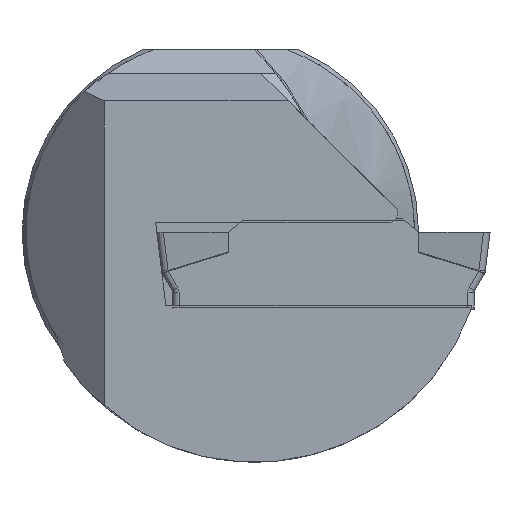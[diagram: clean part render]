
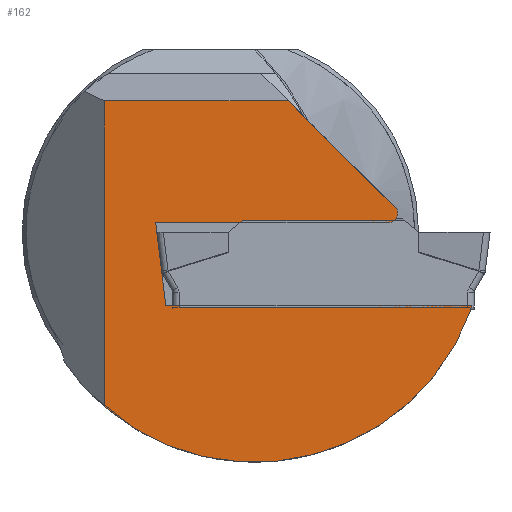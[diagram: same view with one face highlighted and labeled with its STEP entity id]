
A CAD part, left-side view. The second image highlights one B-rep face of the part: STEP entity #162.
In plain terms, the highlighted planar face has unit normal (-1, 0, 0).
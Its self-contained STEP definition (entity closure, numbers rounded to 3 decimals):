
#162=ADVANCED_FACE('',(#291),#249,.T.);
#249=PLANE('',#1553);
#291=FACE_OUTER_BOUND('',#377,.T.);
#377=EDGE_LOOP('',(#510,#511,#512,#513,#514,#515,#516,#517,#518));
#465=CIRCLE('',#1551,0.6);
#466=CIRCLE('',#1552,14.5);
#510=ORIENTED_EDGE('',*,*,#1097,.F.);
#511=ORIENTED_EDGE('',*,*,#1098,.F.);
#512=ORIENTED_EDGE('',*,*,#1099,.F.);
#513=ORIENTED_EDGE('',*,*,#1100,.F.);
#514=ORIENTED_EDGE('',*,*,#1101,.T.);
#515=ORIENTED_EDGE('',*,*,#1102,.F.);
#516=ORIENTED_EDGE('',*,*,#1103,.T.);
#517=ORIENTED_EDGE('',*,*,#1104,.F.);
#518=ORIENTED_EDGE('',*,*,#1105,.T.);
#956=VERTEX_POINT('',#2153);
#957=VERTEX_POINT('',#2154);
#958=VERTEX_POINT('',#2156);
#959=VERTEX_POINT('',#2158);
#960=VERTEX_POINT('',#2160);
#961=VERTEX_POINT('',#2162);
#962=VERTEX_POINT('',#2164);
#963=VERTEX_POINT('',#2166);
#964=VERTEX_POINT('',#2168);
#1097=EDGE_CURVE('',#956,#957,#1320,.T.);
#1098=EDGE_CURVE('',#958,#956,#1321,.T.);
#1099=EDGE_CURVE('',#959,#958,#1322,.T.);
#1100=EDGE_CURVE('',#960,#959,#465,.T.);
#1101=EDGE_CURVE('',#960,#961,#1323,.T.);
#1102=EDGE_CURVE('',#962,#961,#1324,.T.);
#1103=EDGE_CURVE('',#962,#963,#1325,.T.);
#1104=EDGE_CURVE('',#964,#963,#466,.T.);
#1105=EDGE_CURVE('',#964,#957,#1326,.T.);
#1320=LINE('',#2152,#1435);
#1321=LINE('',#2155,#1436);
#1322=LINE('',#2157,#1437);
#1323=LINE('',#2161,#1438);
#1324=LINE('',#2163,#1439);
#1325=LINE('',#2165,#1440);
#1326=LINE('',#2169,#1441);
#1435=VECTOR('',#1714,1.);
#1436=VECTOR('',#1715,1.);
#1437=VECTOR('',#1716,1.);
#1438=VECTOR('',#1719,1.);
#1439=VECTOR('',#1720,1.);
#1440=VECTOR('',#1721,1.);
#1441=VECTOR('',#1724,1.);
#1551=AXIS2_PLACEMENT_3D('',#2159,#1717,#1718);
#1552=AXIS2_PLACEMENT_3D('',#2167,#1722,#1723);
#1553=AXIS2_PLACEMENT_3D('',#2170,#1725,#1726);
#1714=DIRECTION('',(0.,-1.,0.));
#1715=DIRECTION('',(0.,-0.122,-0.993));
#1716=DIRECTION('',(0.,1.,0.));
#1717=DIRECTION('',(1.,0.,0.));
#1718=DIRECTION('',(0.,-1.,0.));
#1719=DIRECTION('',(0.,0.707,0.707));
#1720=DIRECTION('',(0.,-1.,0.));
#1721=DIRECTION('',(0.,0.,-1.));
#1722=DIRECTION('',(1.,0.,0.));
#1723=DIRECTION('',(0.,0.,1.));
#1724=DIRECTION('',(0.,-0.122,0.993));
#1725=DIRECTION('',(-1.,0.,0.));
#1726=DIRECTION('',(0.,0.,1.));
#2152=CARTESIAN_POINT('',(0.3,-17.,-4.593));
#2153=CARTESIAN_POINT('',(0.3,3.436,-4.593));
#2154=CARTESIAN_POINT('',(0.3,-15.825,-4.593));
#2155=CARTESIAN_POINT('',(0.3,3.63,-3.013));
#2156=CARTESIAN_POINT('',(0.3,4.073,0.593));
#2157=CARTESIAN_POINT('',(0.3,-1.551,0.593));
#2158=CARTESIAN_POINT('',(0.3,-10.586,0.593));
#2159=CARTESIAN_POINT('',(0.3,-10.586,1.193));
#2160=CARTESIAN_POINT('',(0.3,-11.144,1.413));
#2161=CARTESIAN_POINT('',(0.3,-6.278,6.278));
#2162=CARTESIAN_POINT('',(0.3,-4.282,8.275));
#2163=CARTESIAN_POINT('',(0.3,0.,8.275));
#2164=CARTESIAN_POINT('',(0.3,7.3,8.275));
#2165=CARTESIAN_POINT('',(0.3,7.3,0.));
#2166=CARTESIAN_POINT('',(0.3,7.3,-10.998));
#2167=CARTESIAN_POINT('',(0.3,-2.15,0.));
#2168=CARTESIAN_POINT('',(0.3,-15.783,-4.94));
#2169=CARTESIAN_POINT('',(0.3,-16.146,-1.982));
#2170=CARTESIAN_POINT('',(0.3,0.,0.));
